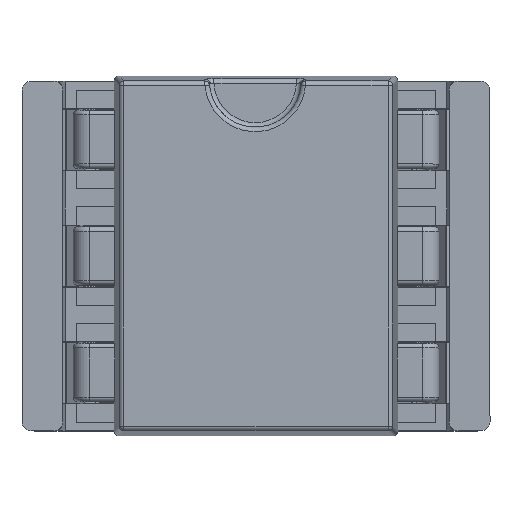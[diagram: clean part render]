
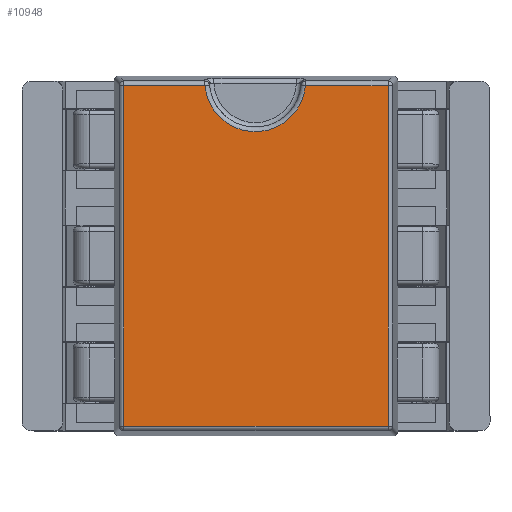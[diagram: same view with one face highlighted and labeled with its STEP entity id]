
A CAD part, top view. The second image highlights one B-rep face of the part: STEP entity #10948.
In plain terms, the highlighted planar face has unit normal (0, 0, 1).
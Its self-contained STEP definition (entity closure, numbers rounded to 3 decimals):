
#701=PLANE('',#11968);
#1585=LINE('',#20794,#2548);
#1586=LINE('',#20798,#2549);
#1587=LINE('',#20800,#2550);
#1588=LINE('',#20802,#2551);
#1589=LINE('',#20803,#2552);
#2548=VECTOR('',#14636,10.);
#2549=VECTOR('',#14641,10.);
#2550=VECTOR('',#14642,10.);
#2551=VECTOR('',#14643,10.);
#2552=VECTOR('',#14644,10.);
#3178=FACE_OUTER_BOUND('',#3834,.T.);
#3834=EDGE_LOOP('',(#9772,#9773,#9774,#9775,#9776,#9777));
#4238=CIRCLE('',#11958,1.1);
#5378=VERTEX_POINT('',#20750);
#5379=VERTEX_POINT('',#20752);
#5385=VERTEX_POINT('',#20793);
#5386=VERTEX_POINT('',#20797);
#5387=VERTEX_POINT('',#20799);
#5388=VERTEX_POINT('',#20801);
#6868=EDGE_CURVE('',#5379,#5378,#4238,.T.);
#6878=EDGE_CURVE('',#5378,#5385,#1585,.T.);
#6880=EDGE_CURVE('',#5386,#5379,#1586,.T.);
#6881=EDGE_CURVE('',#5387,#5386,#1587,.T.);
#6882=EDGE_CURVE('',#5388,#5387,#1588,.T.);
#6883=EDGE_CURVE('',#5385,#5388,#1589,.T.);
#9772=ORIENTED_EDGE('',*,*,#6868,.F.);
#9773=ORIENTED_EDGE('',*,*,#6880,.F.);
#9774=ORIENTED_EDGE('',*,*,#6881,.F.);
#9775=ORIENTED_EDGE('',*,*,#6882,.F.);
#9776=ORIENTED_EDGE('',*,*,#6883,.F.);
#9777=ORIENTED_EDGE('',*,*,#6878,.F.);
#10948=ADVANCED_FACE('',(#3178),#701,.T.);
#11958=AXIS2_PLACEMENT_3D('',#20754,#14613,#14614);
#11968=AXIS2_PLACEMENT_3D('',#20796,#14639,#14640);
#14613=DIRECTION('center_axis',(0.,0.,1.));
#14614=DIRECTION('ref_axis',(1.,0.,0.));
#14636=DIRECTION('',(0.,1.,0.));
#14639=DIRECTION('center_axis',(0.,0.,1.));
#14640=DIRECTION('ref_axis',(1.,0.,0.));
#14641=DIRECTION('',(0.,1.,0.));
#14642=DIRECTION('',(-1.,0.,0.));
#14643=DIRECTION('',(0.,-1.,0.));
#14644=DIRECTION('',(1.,0.,0.));
#20750=CARTESIAN_POINT('',(-0.79,5.169,3.35));
#20752=CARTESIAN_POINT('',(-0.79,2.977,3.35));
#20754=CARTESIAN_POINT('Origin',(-0.883,4.073,3.35));
#20793=CARTESIAN_POINT('',(-0.79,6.97,3.35));
#20794=CARTESIAN_POINT('',(-0.79,4.863,3.35));
#20796=CARTESIAN_POINT('Origin',(2.923,4.09,3.35));
#20797=CARTESIAN_POINT('',(-0.79,1.21,3.35));
#20798=CARTESIAN_POINT('',(-0.79,4.863,3.35));
#20799=CARTESIAN_POINT('',(6.635,1.21,3.35));
#20800=CARTESIAN_POINT('',(1.942,1.21,3.35));
#20801=CARTESIAN_POINT('',(6.635,6.97,3.35));
#20802=CARTESIAN_POINT('',(6.635,3.318,3.35));
#20803=CARTESIAN_POINT('',(3.903,6.97,3.35));
